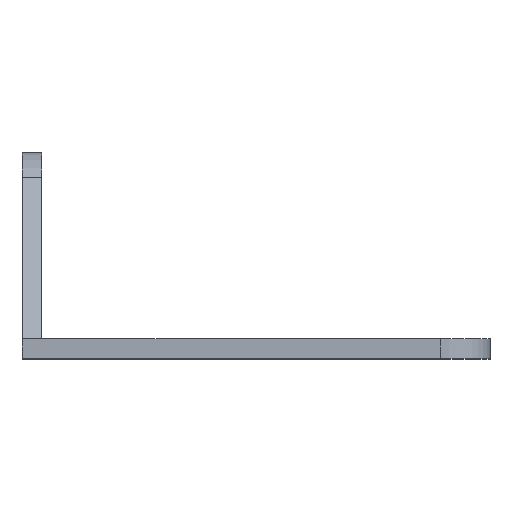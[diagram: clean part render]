
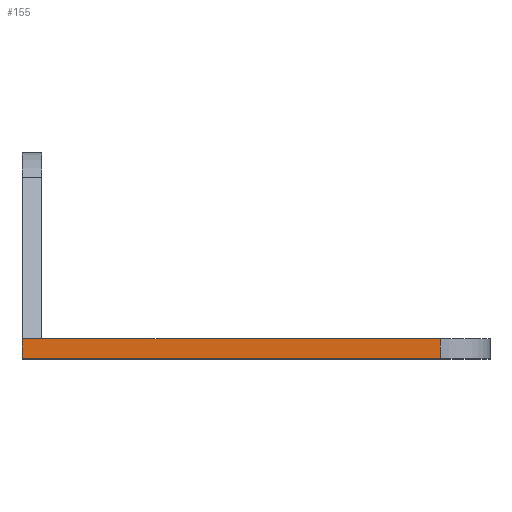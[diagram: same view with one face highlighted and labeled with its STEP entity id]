
A CAD part, top view. The second image highlights one B-rep face of the part: STEP entity #155.
In plain terms, the highlighted planar face has unit normal (0, 0, 1).
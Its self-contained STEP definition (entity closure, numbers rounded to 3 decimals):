
#33 = VECTOR ( 'NONE', #923, 1000. ) ;
#50 = LINE ( 'NONE', #1583, #969 ) ;
#56 = AXIS2_PLACEMENT_3D ( 'NONE', #1382, #310, #159 ) ;
#155 = ADVANCED_FACE ( 'NONE', ( #1046 ), #1537, .F. ) ;
#159 = DIRECTION ( 'NONE',  ( -1., 0., 0. ) ) ;
#184 = ORIENTED_EDGE ( 'NONE', *, *, #931, .T. ) ;
#195 = LINE ( 'NONE', #1119, #33 ) ;
#215 = ORIENTED_EDGE ( 'NONE', *, *, #965, .T. ) ;
#232 = CARTESIAN_POINT ( 'NONE',  ( -45., 4., 45. ) ) ;
#270 = CARTESIAN_POINT ( 'NONE',  ( -49., 4., 45. ) ) ;
#310 = DIRECTION ( 'NONE',  ( 0., 0., -1. ) ) ;
#319 = EDGE_CURVE ( 'NONE', #1866, #661, #1653, .T. ) ;
#383 = CARTESIAN_POINT ( 'NONE',  ( 35., 4., 45. ) ) ;
#392 = CARTESIAN_POINT ( 'NONE',  ( 35., 0., 45. ) ) ;
#609 = DIRECTION ( 'NONE',  ( 1., 0., 0. ) ) ;
#661 = VERTEX_POINT ( 'NONE', #383 ) ;
#720 = VECTOR ( 'NONE', #609, 1000. ) ;
#748 = VERTEX_POINT ( 'NONE', #392 ) ;
#755 = CARTESIAN_POINT ( 'NONE',  ( -49., 4., 45. ) ) ;
#780 = VECTOR ( 'NONE', #1108, 1000. ) ;
#795 = EDGE_LOOP ( 'NONE', ( #184, #215, #854, #1359, #1638 ) ) ;
#854 = ORIENTED_EDGE ( 'NONE', *, *, #319, .F. ) ;
#900 = DIRECTION ( 'NONE',  ( 1., 0., 0. ) ) ;
#909 = EDGE_CURVE ( 'NONE', #1101, #1323, #50, .T. ) ;
#923 = DIRECTION ( 'NONE',  ( 0., 1., 0. ) ) ;
#931 = EDGE_CURVE ( 'NONE', #1101, #748, #1876, .T. ) ;
#965 = EDGE_CURVE ( 'NONE', #748, #661, #195, .T. ) ;
#969 = VECTOR ( 'NONE', #1098, 1000. ) ;
#1046 = FACE_OUTER_BOUND ( 'NONE', #795, .T. ) ;
#1098 = DIRECTION ( 'NONE',  ( 0., 1., 0. ) ) ;
#1101 = VERTEX_POINT ( 'NONE', #1929 ) ;
#1108 = DIRECTION ( 'NONE',  ( 1., 0., 0. ) ) ;
#1119 = CARTESIAN_POINT ( 'NONE',  ( 35., 4., 45. ) ) ;
#1141 = VECTOR ( 'NONE', #900, 1000. ) ;
#1320 = EDGE_CURVE ( 'NONE', #1323, #1866, #1685, .T. ) ;
#1323 = VERTEX_POINT ( 'NONE', #270 ) ;
#1359 = ORIENTED_EDGE ( 'NONE', *, *, #1320, .F. ) ;
#1382 = CARTESIAN_POINT ( 'NONE',  ( -45., 4., 45. ) ) ;
#1537 = PLANE ( 'NONE',  #56 ) ;
#1583 = CARTESIAN_POINT ( 'NONE',  ( -49., 0., 45. ) ) ;
#1638 = ORIENTED_EDGE ( 'NONE', *, *, #909, .F. ) ;
#1653 = LINE ( 'NONE', #1956, #1141 ) ;
#1685 = LINE ( 'NONE', #755, #720 ) ;
#1723 = CARTESIAN_POINT ( 'NONE',  ( -45., 0., 45. ) ) ;
#1866 = VERTEX_POINT ( 'NONE', #232 ) ;
#1876 = LINE ( 'NONE', #1723, #780 ) ;
#1929 = CARTESIAN_POINT ( 'NONE',  ( -49., 0., 45. ) ) ;
#1956 = CARTESIAN_POINT ( 'NONE',  ( -45., 4., 45. ) ) ;
